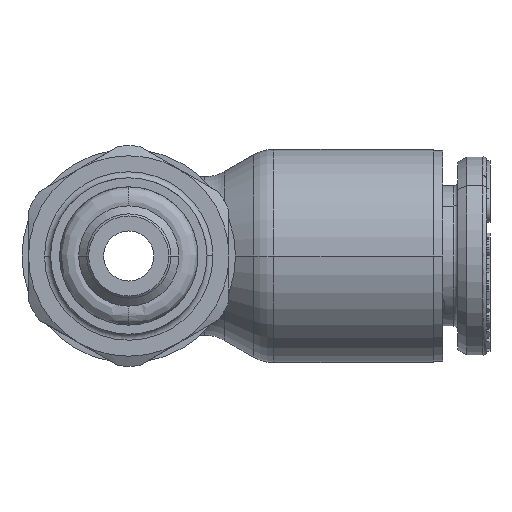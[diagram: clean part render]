
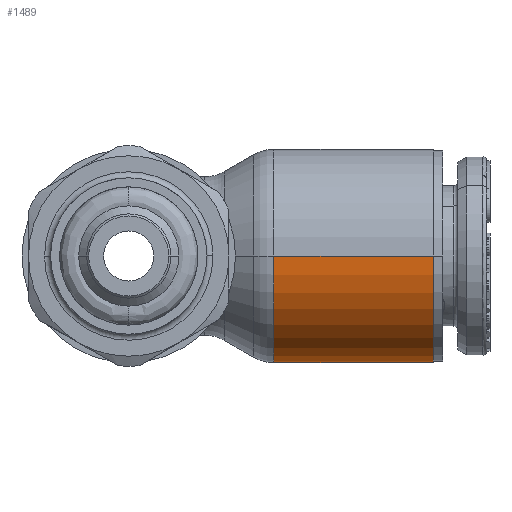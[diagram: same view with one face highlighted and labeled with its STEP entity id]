
A CAD part, left-side view. The second image highlights one B-rep face of the part: STEP entity #1489.
In plain terms, the highlighted cylindrical face has radius 5.325 mm (diameter 10.65 mm), a partial arc.
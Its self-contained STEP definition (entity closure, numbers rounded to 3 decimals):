
#1489=ADVANCED_FACE('',(#4077),#4078,.T.);
#4077=FACE_OUTER_BOUND('',#10462,.T.);
#4078=CYLINDRICAL_SURFACE('',#10463,5.325);
#10462=EDGE_LOOP('',(#20089,#20090,#20091,#20092));
#10463=AXIS2_PLACEMENT_3D('',#20093,#20094,#20095);
#20089=ORIENTED_EDGE('',*,*,#24839,.T.);
#20090=ORIENTED_EDGE('',*,*,#24841,.T.);
#20091=ORIENTED_EDGE('',*,*,#24842,.F.);
#20092=ORIENTED_EDGE('',*,*,#24843,.F.);
#20093=CARTESIAN_POINT('',(0.0,0.76,0.0));
#20094=DIRECTION('',(0.0,1.0,-0.0));
#20095=DIRECTION('',(-1.0,0.0,0.0));
#24839=EDGE_CURVE('',#30286,#30287,#30289,.T.);
#24841=EDGE_CURVE('',#30287,#30291,#30292,.T.);
#24842=EDGE_CURVE('',#30293,#30291,#30294,.T.);
#24843=EDGE_CURVE('',#30286,#30293,#30295,.T.);
#30286=VERTEX_POINT('',#41405);
#30287=VERTEX_POINT('',#41406);
#30289=CIRCLE('',#41408,5.325);
#30291=VERTEX_POINT('',#41410);
#30292=LINE('',#41411,#41412);
#30293=VERTEX_POINT('',#41413);
#30294=CIRCLE('',#41414,5.325);
#30295=LINE('',#41415,#41416);
#41405=CARTESIAN_POINT('',(5.325,-15.2,0.0));
#41406=CARTESIAN_POINT('',(-5.325,-15.2,0.0));
#41408=AXIS2_PLACEMENT_3D('',#46797,#46798,#46799);
#41410=CARTESIAN_POINT('',(-5.325,-7.236,0.0));
#41411=CARTESIAN_POINT('',(-5.325,-15.2,0.0));
#41412=VECTOR('',#46803,7.964);
#41413=CARTESIAN_POINT('',(5.325,-7.236,0.0));
#41414=AXIS2_PLACEMENT_3D('',#46804,#46805,#46806);
#41415=CARTESIAN_POINT('',(5.325,-15.2,0.0));
#41416=VECTOR('',#46807,7.964);
#46797=CARTESIAN_POINT('',(0.0,-15.2,0.0));
#46798=DIRECTION('',(-0.0,1.0,0.0));
#46799=DIRECTION('',(1.0,0.0,0.0));
#46803=DIRECTION('',(0.0,1.0,0.0));
#46804=CARTESIAN_POINT('',(0.0,-7.236,0.0));
#46805=DIRECTION('',(-0.0,1.0,0.0));
#46806=DIRECTION('',(1.0,0.0,0.0));
#46807=DIRECTION('',(0.0,1.0,0.0));
